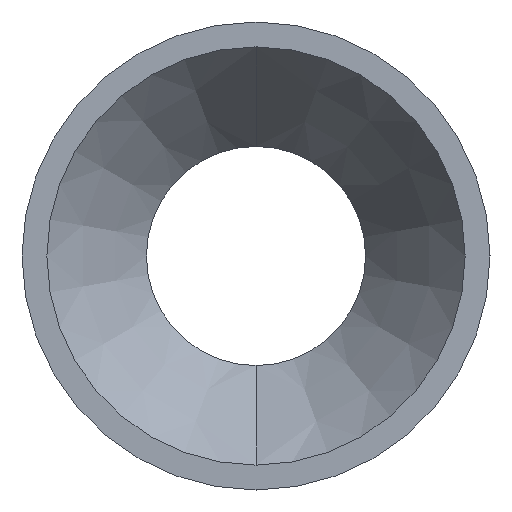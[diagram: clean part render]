
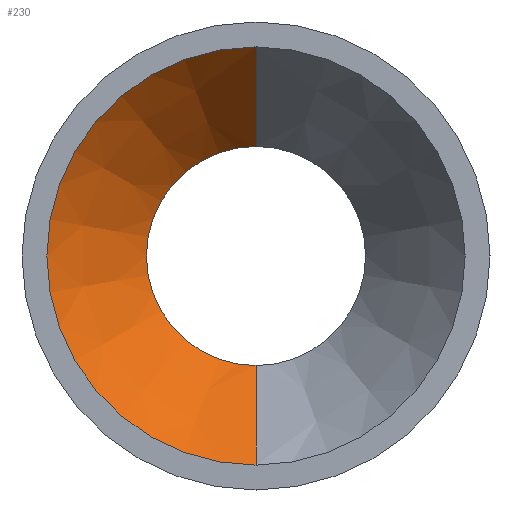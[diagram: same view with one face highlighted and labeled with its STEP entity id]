
A CAD part, front view. The second image highlights one B-rep face of the part: STEP entity #230.
In plain terms, the highlighted conical face has half-angle 36.254 degrees and reference radius 2.1 mm.
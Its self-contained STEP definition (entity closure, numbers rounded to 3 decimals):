
#7 = CARTESIAN_POINT ( 'NONE',  ( 0., -4., 2.1 ) ) ;
#18 = VECTOR ( 'NONE', #192, 1000. ) ;
#21 = AXIS2_PLACEMENT_3D ( 'NONE', #34, #130, #568 ) ;
#34 = CARTESIAN_POINT ( 'NONE',  ( 0., -4., 0. ) ) ;
#47 = CARTESIAN_POINT ( 'NONE',  ( 0., -4., 0. ) ) ;
#56 = CIRCLE ( 'NONE', #157, 1.1 ) ;
#93 = DIRECTION ( 'NONE',  ( 0., 0., -1. ) ) ;
#96 = VERTEX_POINT ( 'NONE', #311 ) ;
#101 = EDGE_CURVE ( 'NONE', #428, #228, #56, .T. ) ;
#103 = DIRECTION ( 'NONE',  ( 0., 1., 0. ) ) ;
#107 = ORIENTED_EDGE ( 'NONE', *, *, #416, .F. ) ;
#121 = CONICAL_SURFACE ( 'NONE', #543, 2.1, 0.633 ) ;
#130 = DIRECTION ( 'NONE',  ( 0., 1., 0. ) ) ;
#144 = DIRECTION ( 'NONE',  ( 0., -1., 0. ) ) ;
#157 = AXIS2_PLACEMENT_3D ( 'NONE', #497, #103, #449 ) ;
#187 = ORIENTED_EDGE ( 'NONE', *, *, #430, .T. ) ;
#192 = DIRECTION ( 'NONE',  ( 0., -0.806, 0.591 ) ) ;
#223 = CIRCLE ( 'NONE', #21, 2.1 ) ;
#228 = VERTEX_POINT ( 'NONE', #268 ) ;
#230 = ADVANCED_FACE ( 'NONE', ( #541 ), #121, .F. ) ;
#268 = CARTESIAN_POINT ( 'NONE',  ( 0., -2.636, 1.1 ) ) ;
#311 = CARTESIAN_POINT ( 'NONE',  ( 0., -4., -2.1 ) ) ;
#321 = LINE ( 'NONE', #383, #18 ) ;
#343 = CARTESIAN_POINT ( 'NONE',  ( 0., -4., -2.1 ) ) ;
#344 = CARTESIAN_POINT ( 'NONE',  ( 0., -2.636, -1.1 ) ) ;
#371 = EDGE_LOOP ( 'NONE', ( #471, #187, #604, #107 ) ) ;
#383 = CARTESIAN_POINT ( 'NONE',  ( 0., -4., 2.1 ) ) ;
#404 = VERTEX_POINT ( 'NONE', #7 ) ;
#416 = EDGE_CURVE ( 'NONE', #428, #96, #514, .T. ) ;
#428 = VERTEX_POINT ( 'NONE', #344 ) ;
#430 = EDGE_CURVE ( 'NONE', #228, #404, #321, .T. ) ;
#449 = DIRECTION ( 'NONE',  ( 0., 0., 1. ) ) ;
#465 = VECTOR ( 'NONE', #573, 1000. ) ;
#471 = ORIENTED_EDGE ( 'NONE', *, *, #101, .T. ) ;
#497 = CARTESIAN_POINT ( 'NONE',  ( 0., -2.636, 0. ) ) ;
#514 = LINE ( 'NONE', #343, #465 ) ;
#517 = EDGE_CURVE ( 'NONE', #96, #404, #223, .T. ) ;
#541 = FACE_OUTER_BOUND ( 'NONE', #371, .T. ) ;
#543 = AXIS2_PLACEMENT_3D ( 'NONE', #47, #144, #93 ) ;
#568 = DIRECTION ( 'NONE',  ( 0., 0., 1. ) ) ;
#573 = DIRECTION ( 'NONE',  ( 0., -0.806, -0.591 ) ) ;
#604 = ORIENTED_EDGE ( 'NONE', *, *, #517, .F. ) ;
